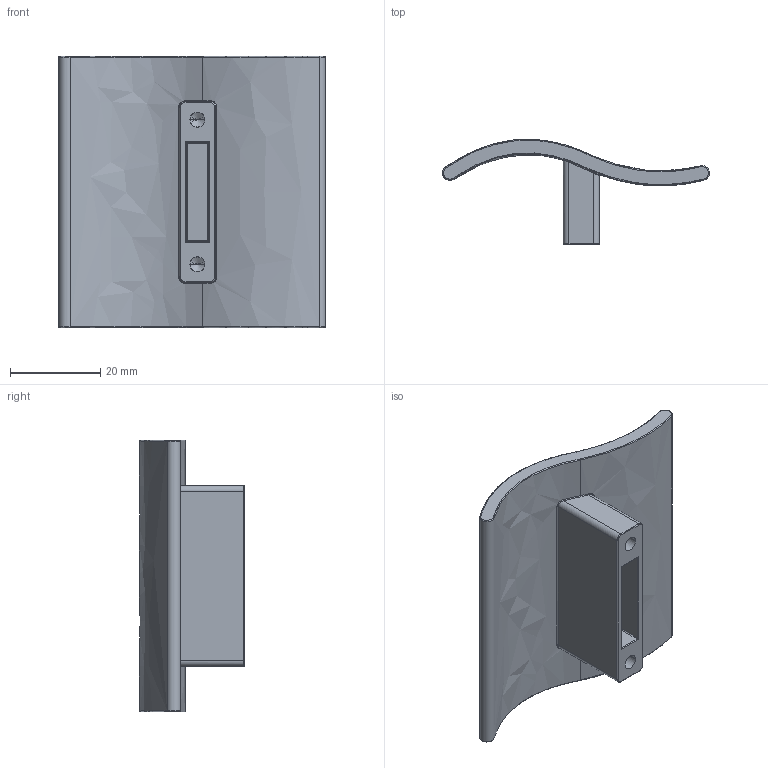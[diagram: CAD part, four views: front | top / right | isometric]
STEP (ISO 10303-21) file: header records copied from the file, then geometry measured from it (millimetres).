
FILE_DESCRIPTION(('Creo Elements/Direct Modeling STEP Export'),'2;1');
FILE_NAME('2118-60.stp','2024-09-23T11:06:12',(''),(''),'Creo Elements/Direct Modeling STEP processor for AP214 (Solid Model)','Creo Elements/Direct Modeling 20.0 12-Nov-2016 (C) Parametric Technology GmbH','');
FILE_SCHEMA(('AUTOMOTIVE_DESIGN { 1 0 10303 214 1 1 1 1 }'));
Length unit declared in the file: millimetre
Products named in the file (1): B7
Bounding box: 58.99 x 23.25 x 60 mm (x, y, z)
Volume: 15313.4 mm3; surface area: 10529.7 mm2
Topology: 1 solids, 1 shells, 98 faces, 222 edges, 122 vertices
Faces by surface type: cylinder 36, bspline 29, plane 16, torus 8, extrusion 4, cone 4, sphere 1
Entity records: 8682 total; most frequent: CARTESIAN_POINT 6864, ORIENTED_EDGE 426, DIRECTION 275, EDGE_CURVE 213, VERTEX_POINT 122, EDGE_LOOP 103, AXIS2_PLACEMENT_3D 100, FACE_OUTER_BOUND 98
